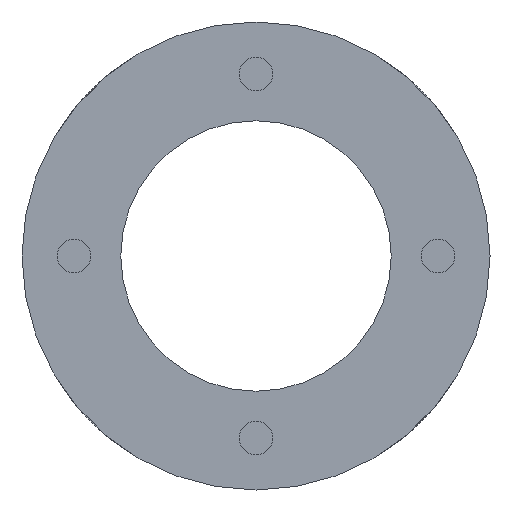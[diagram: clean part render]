
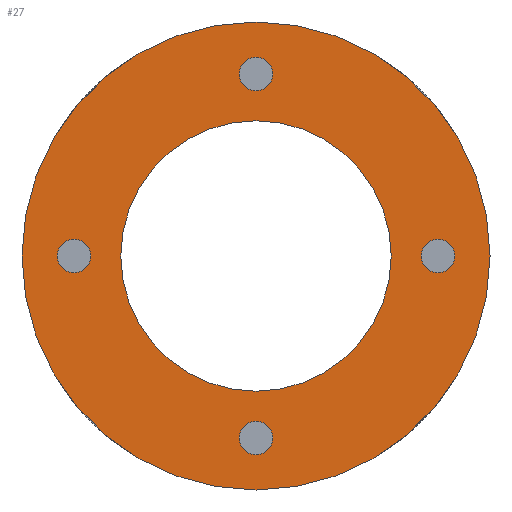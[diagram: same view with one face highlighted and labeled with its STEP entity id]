
A CAD part, left-side view. The second image highlights one B-rep face of the part: STEP entity #27.
In plain terms, the highlighted planar face has unit normal (-1, 0, 0).
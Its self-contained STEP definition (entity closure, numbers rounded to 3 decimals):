
#27 = ADVANCED_FACE ( 'NONE', ( #2372, #2380, #2376, #2374, #2378, #2381 ), #189, .T. ) ;
#187 = DIRECTION ( 'NONE',  ( -1., 0., 0. ) ) ;
#189 = PLANE ( 'NONE',  #915 ) ;
#190 = CARTESIAN_POINT ( 'NONE',  ( 0., 17.75, 0. ) ) ;
#191 = DIRECTION ( 'NONE',  ( 0., 0., 1. ) ) ;
#463 = CARTESIAN_POINT ( 'NONE',  ( 0., 0., 19.121 ) ) ;
#467 = CARTESIAN_POINT ( 'NONE',  ( 0., 0., 15.879 ) ) ;
#471 = CARTESIAN_POINT ( 'NONE',  ( 0., 0., 13. ) ) ;
#475 = CARTESIAN_POINT ( 'NONE',  ( 0., 0., -13. ) ) ;
#492 = CARTESIAN_POINT ( 'NONE',  ( 0., 0., -22.5 ) ) ;
#494 = CARTESIAN_POINT ( 'NONE',  ( 0., 0., 22.5 ) ) ;
#509 = CARTESIAN_POINT ( 'NONE',  ( 0., -17.5, 1.621 ) ) ;
#513 = CARTESIAN_POINT ( 'NONE',  ( 0., 0., -15.879 ) ) ;
#517 = CARTESIAN_POINT ( 'NONE',  ( 0., 0., -19.121 ) ) ;
#520 = CARTESIAN_POINT ( 'NONE',  ( 0., -17.5, -1.621 ) ) ;
#523 = CARTESIAN_POINT ( 'NONE',  ( 0., 17.5, -1.621 ) ) ;
#525 = CARTESIAN_POINT ( 'NONE',  ( 0., 17.5, 1.621 ) ) ;
#915 = AXIS2_PLACEMENT_3D ( 'NONE', #190, #187, #191 ) ;
#1011 = AXIS2_PLACEMENT_3D ( 'NONE', #1031, #1032, #1033 ) ;
#1014 = AXIS2_PLACEMENT_3D ( 'NONE', #1041, #1042, #1043 ) ;
#1031 = CARTESIAN_POINT ( 'NONE',  ( 0., 17.5, 0. ) ) ;
#1032 = DIRECTION ( 'NONE',  ( 1., 0., 0. ) ) ;
#1033 = DIRECTION ( 'NONE',  ( 0., 0., 1. ) ) ;
#1041 = CARTESIAN_POINT ( 'NONE',  ( 0., 0., -17.5 ) ) ;
#1042 = DIRECTION ( 'NONE',  ( 1., 0., 0. ) ) ;
#1043 = DIRECTION ( 'NONE',  ( 0., 0., 1. ) ) ;
#1137 = CARTESIAN_POINT ( 'NONE',  ( 0., 0., 0. ) ) ;
#1138 = DIRECTION ( 'NONE',  ( 1., 0., 0. ) ) ;
#1139 = DIRECTION ( 'NONE',  ( 0., 0., -1. ) ) ;
#1175 = CARTESIAN_POINT ( 'NONE',  ( 0., 0., -17.5 ) ) ;
#1176 = DIRECTION ( 'NONE',  ( 1., 0., 0. ) ) ;
#1177 = DIRECTION ( 'NONE',  ( 0., 0., 1. ) ) ;
#1189 = CARTESIAN_POINT ( 'NONE',  ( 0., -17.5, 0. ) ) ;
#1190 = DIRECTION ( 'NONE',  ( 1., 0., 0. ) ) ;
#1191 = DIRECTION ( 'NONE',  ( 0., 0., 1. ) ) ;
#1199 = CARTESIAN_POINT ( 'NONE',  ( 0., 0., 17.5 ) ) ;
#1200 = DIRECTION ( 'NONE',  ( 1., 0., 0. ) ) ;
#1201 = DIRECTION ( 'NONE',  ( 0., 0., 1. ) ) ;
#1399 = CARTESIAN_POINT ( 'NONE',  ( 0., 0., 0. ) ) ;
#1400 = DIRECTION ( 'NONE',  ( 1., 0., 0. ) ) ;
#1401 = DIRECTION ( 'NONE',  ( 0., 0., -1. ) ) ;
#1485 = CARTESIAN_POINT ( 'NONE',  ( 0., -17.5, 0. ) ) ;
#1486 = DIRECTION ( 'NONE',  ( 1., 0., 0. ) ) ;
#1487 = DIRECTION ( 'NONE',  ( 0., 0., 1. ) ) ;
#1488 = CARTESIAN_POINT ( 'NONE',  ( 0., 0., 17.5 ) ) ;
#1489 = DIRECTION ( 'NONE',  ( 1., 0., 0. ) ) ;
#1490 = DIRECTION ( 'NONE',  ( 0., 0., 1. ) ) ;
#1492 = CARTESIAN_POINT ( 'NONE',  ( 0., 0., 0. ) ) ;
#1493 = DIRECTION ( 'NONE',  ( 1., 0., 0. ) ) ;
#1494 = DIRECTION ( 'NONE',  ( 0., 0., -1. ) ) ;
#1568 = CARTESIAN_POINT ( 'NONE',  ( 0., 0., 0. ) ) ;
#1569 = DIRECTION ( 'NONE',  ( 1., 0., 0. ) ) ;
#1570 = DIRECTION ( 'NONE',  ( 0., 0., -1. ) ) ;
#1725 = CARTESIAN_POINT ( 'NONE',  ( 0., 17.5, 0. ) ) ;
#1726 = DIRECTION ( 'NONE',  ( 1., 0., 0. ) ) ;
#1727 = DIRECTION ( 'NONE',  ( 0., 0., 1. ) ) ;
#1933 = EDGE_LOOP ( 'NONE', ( #2325, #1980 ) ) ;
#1938 = ORIENTED_EDGE ( 'NONE', *, *, #3334, .T. ) ;
#1940 = EDGE_LOOP ( 'NONE', ( #1966, #1938 ) ) ;
#1944 = EDGE_LOOP ( 'NONE', ( #2319, #2320 ) ) ;
#1951 = EDGE_LOOP ( 'NONE', ( #2323, #2324 ) ) ;
#1961 = EDGE_LOOP ( 'NONE', ( #2321, #2322 ) ) ;
#1965 = EDGE_LOOP ( 'NONE', ( #1982, #1994 ) ) ;
#1966 = ORIENTED_EDGE ( 'NONE', *, *, #3508, .T. ) ;
#1980 = ORIENTED_EDGE ( 'NONE', *, *, #3337, .T. ) ;
#1982 = ORIENTED_EDGE ( 'NONE', *, *, #3428, .F. ) ;
#1994 = ORIENTED_EDGE ( 'NONE', *, *, #3445, .F. ) ;
#1999 = VERTEX_POINT ( 'NONE', #467 ) ;
#2000 = VERTEX_POINT ( 'NONE', #463 ) ;
#2005 = VERTEX_POINT ( 'NONE', #471 ) ;
#2009 = VERTEX_POINT ( 'NONE', #475 ) ;
#2026 = VERTEX_POINT ( 'NONE', #492 ) ;
#2028 = VERTEX_POINT ( 'NONE', #494 ) ;
#2319 = ORIENTED_EDGE ( 'NONE', *, *, #3441, .T. ) ;
#2320 = ORIENTED_EDGE ( 'NONE', *, *, #3371, .T. ) ;
#2321 = ORIENTED_EDGE ( 'NONE', *, *, #3396, .T. ) ;
#2322 = ORIENTED_EDGE ( 'NONE', *, *, #3440, .T. ) ;
#2323 = ORIENTED_EDGE ( 'NONE', *, *, #3392, .T. ) ;
#2324 = ORIENTED_EDGE ( 'NONE', *, *, #3439, .T. ) ;
#2325 = ORIENTED_EDGE ( 'NONE', *, *, #3387, .T. ) ;
#2372 = FACE_BOUND ( 'NONE', #1944, .T. ) ;
#2374 = FACE_BOUND ( 'NONE', #1933, .T. ) ;
#2376 = FACE_BOUND ( 'NONE', #1951, .T. ) ;
#2378 = FACE_BOUND ( 'NONE', #1940, .T. ) ;
#2380 = FACE_BOUND ( 'NONE', #1961, .T. ) ;
#2381 = FACE_OUTER_BOUND ( 'NONE', #1965, .T. ) ;
#2572 = CIRCLE ( 'NONE', #1011, 1.621 ) ;
#2576 = CIRCLE ( 'NONE', #1014, 1.621 ) ;
#2614 = CIRCLE ( 'NONE', #2662, 13. ) ;
#2662 = AXIS2_PLACEMENT_3D ( 'NONE', #1137, #1138, #1139 ) ;
#2668 = AXIS2_PLACEMENT_3D ( 'NONE', #1175, #1176, #1177 ) ;
#2671 = AXIS2_PLACEMENT_3D ( 'NONE', #1189, #1190, #1191 ) ;
#2673 = AXIS2_PLACEMENT_3D ( 'NONE', #1199, #1200, #1201 ) ;
#2680 = AXIS2_PLACEMENT_3D ( 'NONE', #1399, #1400, #1401 ) ;
#2684 = AXIS2_PLACEMENT_3D ( 'NONE', #1485, #1486, #1487 ) ;
#2685 = AXIS2_PLACEMENT_3D ( 'NONE', #1488, #1489, #1490 ) ;
#2686 = AXIS2_PLACEMENT_3D ( 'NONE', #1492, #1493, #1494 ) ;
#2688 = AXIS2_PLACEMENT_3D ( 'NONE', #1568, #1569, #1570 ) ;
#2718 = AXIS2_PLACEMENT_3D ( 'NONE', #1725, #1726, #1727 ) ;
#2839 = CIRCLE ( 'NONE', #2668, 1.621 ) ;
#2848 = CIRCLE ( 'NONE', #2671, 1.621 ) ;
#2852 = CIRCLE ( 'NONE', #2673, 1.621 ) ;
#2904 = CIRCLE ( 'NONE', #2680, 22.5 ) ;
#2917 = CIRCLE ( 'NONE', #2685, 1.621 ) ;
#2919 = CIRCLE ( 'NONE', #2684, 1.621 ) ;
#2921 = CIRCLE ( 'NONE', #2686, 13. ) ;
#2923 = CIRCLE ( 'NONE', #2688, 22.5 ) ;
#2949 = VERTEX_POINT ( 'NONE', #513 ) ;
#2968 = VERTEX_POINT ( 'NONE', #509 ) ;
#3006 = VERTEX_POINT ( 'NONE', #517 ) ;
#3021 = VERTEX_POINT ( 'NONE', #520 ) ;
#3028 = CIRCLE ( 'NONE', #2718, 1.621 ) ;
#3031 = VERTEX_POINT ( 'NONE', #523 ) ;
#3044 = VERTEX_POINT ( 'NONE', #525 ) ;
#3334 = EDGE_CURVE ( 'NONE', #3031, #3044, #2572, .T. ) ;
#3337 = EDGE_CURVE ( 'NONE', #3006, #2949, #2576, .T. ) ;
#3371 = EDGE_CURVE ( 'NONE', #2005, #2009, #2614, .T. ) ;
#3387 = EDGE_CURVE ( 'NONE', #2949, #3006, #2839, .T. ) ;
#3392 = EDGE_CURVE ( 'NONE', #2968, #3021, #2848, .T. ) ;
#3396 = EDGE_CURVE ( 'NONE', #2000, #1999, #2852, .T. ) ;
#3428 = EDGE_CURVE ( 'NONE', #2026, #2028, #2904, .T. ) ;
#3439 = EDGE_CURVE ( 'NONE', #3021, #2968, #2919, .T. ) ;
#3440 = EDGE_CURVE ( 'NONE', #1999, #2000, #2917, .T. ) ;
#3441 = EDGE_CURVE ( 'NONE', #2009, #2005, #2921, .T. ) ;
#3445 = EDGE_CURVE ( 'NONE', #2028, #2026, #2923, .T. ) ;
#3508 = EDGE_CURVE ( 'NONE', #3044, #3031, #3028, .T. ) ;
